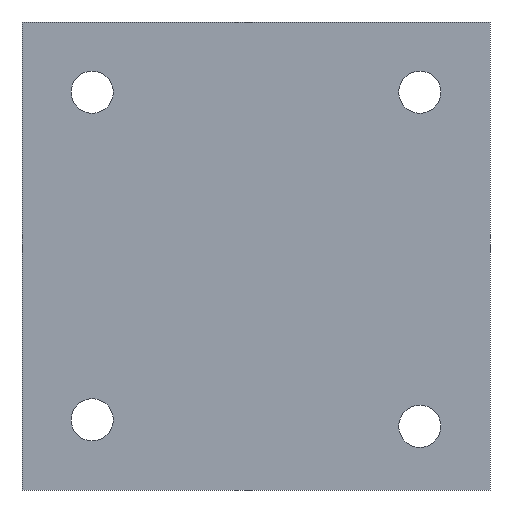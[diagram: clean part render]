
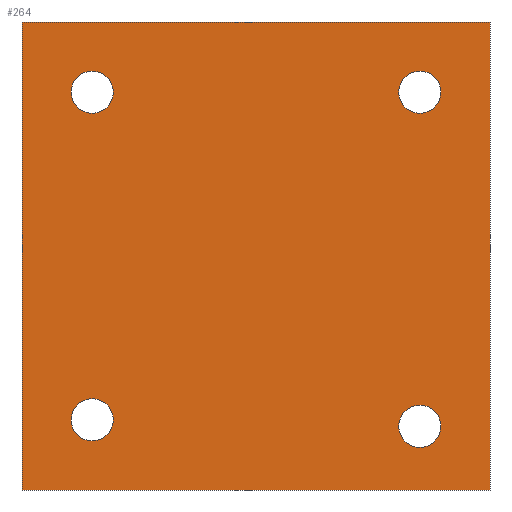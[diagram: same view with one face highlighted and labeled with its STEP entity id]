
A CAD part, front view. The second image highlights one B-rep face of the part: STEP entity #264.
In plain terms, the highlighted planar face has unit normal (0, -1, 0).
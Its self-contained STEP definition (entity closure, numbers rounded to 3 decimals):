
#1 = VERTEX_POINT ( 'NONE', #454 ) ;
#2 = CIRCLE ( 'NONE', #278, 4.5 ) ;
#8 = DIRECTION ( 'NONE',  ( 0., 1., 0. ) ) ;
#24 = DIRECTION ( 'NONE',  ( 0., 1., 0. ) ) ;
#26 = AXIS2_PLACEMENT_3D ( 'NONE', #531, #235, #524 ) ;
#30 = VECTOR ( 'NONE', #476, 1000. ) ;
#32 = CARTESIAN_POINT ( 'NONE',  ( -50., -3., -50. ) ) ;
#44 = AXIS2_PLACEMENT_3D ( 'NONE', #269, #430, #227 ) ;
#46 = EDGE_LOOP ( 'NONE', ( #427, #180 ) ) ;
#53 = VERTEX_POINT ( 'NONE', #177 ) ;
#68 = DIRECTION ( 'NONE',  ( 0., 0., 1. ) ) ;
#70 = VECTOR ( 'NONE', #450, 1000. ) ;
#74 = FACE_BOUND ( 'NONE', #395, .T. ) ;
#78 = EDGE_CURVE ( 'NONE', #1, #205, #500, .T. ) ;
#81 = PLANE ( 'NONE',  #26 ) ;
#84 = DIRECTION ( 'NONE',  ( 0., 0., 1. ) ) ;
#90 = EDGE_CURVE ( 'NONE', #53, #128, #185, .T. ) ;
#98 = CARTESIAN_POINT ( 'NONE',  ( 35., -3., 35. ) ) ;
#110 = AXIS2_PLACEMENT_3D ( 'NONE', #347, #24, #515 ) ;
#113 = EDGE_CURVE ( 'NONE', #213, #317, #153, .T. ) ;
#115 = CIRCLE ( 'NONE', #403, 4.5 ) ;
#118 = EDGE_LOOP ( 'NONE', ( #203, #391 ) ) ;
#119 = CARTESIAN_POINT ( 'NONE',  ( -35., -3., -30.5 ) ) ;
#122 = EDGE_CURVE ( 'NONE', #317, #213, #127, .T. ) ;
#126 = CARTESIAN_POINT ( 'NONE',  ( -50., -3., -50. ) ) ;
#127 = CIRCLE ( 'NONE', #518, 4.5 ) ;
#128 = VERTEX_POINT ( 'NONE', #462 ) ;
#147 = DIRECTION ( 'NONE',  ( 0., 1., 0. ) ) ;
#152 = EDGE_CURVE ( 'NONE', #381, #225, #352, .T. ) ;
#153 = CIRCLE ( 'NONE', #110, 4.5 ) ;
#154 = CARTESIAN_POINT ( 'NONE',  ( -50., -3., 50. ) ) ;
#157 = ORIENTED_EDGE ( 'NONE', *, *, #160, .T. ) ;
#158 = CARTESIAN_POINT ( 'NONE',  ( 35., -3., -31.883 ) ) ;
#160 = EDGE_CURVE ( 'NONE', #354, #331, #452, .T. ) ;
#167 = CARTESIAN_POINT ( 'NONE',  ( -50., -3., -50. ) ) ;
#169 = ORIENTED_EDGE ( 'NONE', *, *, #122, .T. ) ;
#177 = CARTESIAN_POINT ( 'NONE',  ( 35., -3., 39.5 ) ) ;
#178 = AXIS2_PLACEMENT_3D ( 'NONE', #308, #147, #469 ) ;
#179 = ORIENTED_EDGE ( 'NONE', *, *, #113, .T. ) ;
#180 = ORIENTED_EDGE ( 'NONE', *, *, #90, .T. ) ;
#185 = CIRCLE ( 'NONE', #408, 4.5 ) ;
#191 = CIRCLE ( 'NONE', #44, 4.5 ) ;
#197 = FACE_BOUND ( 'NONE', #443, .T. ) ;
#198 = ORIENTED_EDGE ( 'NONE', *, *, #282, .F. ) ;
#201 = LINE ( 'NONE', #32, #327 ) ;
#203 = ORIENTED_EDGE ( 'NONE', *, *, #233, .T. ) ;
#205 = VERTEX_POINT ( 'NONE', #263 ) ;
#207 = AXIS2_PLACEMENT_3D ( 'NONE', #385, #514, #221 ) ;
#209 = DIRECTION ( 'NONE',  ( 0., 0., 1. ) ) ;
#211 = EDGE_CURVE ( 'NONE', #331, #354, #2, .T. ) ;
#213 = VERTEX_POINT ( 'NONE', #513 ) ;
#215 = CARTESIAN_POINT ( 'NONE',  ( 35., -3., 35. ) ) ;
#218 = DIRECTION ( 'NONE',  ( 0., 0., 1. ) ) ;
#221 = DIRECTION ( 'NONE',  ( 0., 0., 1. ) ) ;
#225 = VERTEX_POINT ( 'NONE', #387 ) ;
#227 = DIRECTION ( 'NONE',  ( 0., 0., 1. ) ) ;
#233 = EDGE_CURVE ( 'NONE', #225, #381, #191, .T. ) ;
#235 = DIRECTION ( 'NONE',  ( 0., 1., 0. ) ) ;
#240 = VERTEX_POINT ( 'NONE', #154 ) ;
#242 = FACE_BOUND ( 'NONE', #46, .T. ) ;
#251 = DIRECTION ( 'NONE',  ( 0., 0., -1. ) ) ;
#253 = ORIENTED_EDGE ( 'NONE', *, *, #336, .F. ) ;
#254 = LINE ( 'NONE', #167, #70 ) ;
#263 = CARTESIAN_POINT ( 'NONE',  ( 50., -3., -50. ) ) ;
#264 = ADVANCED_FACE ( 'NONE', ( #519, #197, #362, #242, #74 ), #81, .F. ) ;
#269 = CARTESIAN_POINT ( 'NONE',  ( -35., -3., 35. ) ) ;
#276 = LINE ( 'NONE', #397, #30 ) ;
#278 = AXIS2_PLACEMENT_3D ( 'NONE', #434, #423, #68 ) ;
#282 = EDGE_CURVE ( 'NONE', #363, #240, #201, .T. ) ;
#285 = ORIENTED_EDGE ( 'NONE', *, *, #78, .F. ) ;
#302 = VECTOR ( 'NONE', #251, 1000. ) ;
#308 = CARTESIAN_POINT ( 'NONE',  ( -35., -3., 35. ) ) ;
#309 = CARTESIAN_POINT ( 'NONE',  ( -35., -3., -35. ) ) ;
#317 = VERTEX_POINT ( 'NONE', #119 ) ;
#327 = VECTOR ( 'NONE', #84, 1000. ) ;
#331 = VERTEX_POINT ( 'NONE', #488 ) ;
#336 = EDGE_CURVE ( 'NONE', #240, #1, #276, .T. ) ;
#339 = DIRECTION ( 'NONE',  ( 0., 1., 0. ) ) ;
#347 = CARTESIAN_POINT ( 'NONE',  ( -35., -3., -35. ) ) ;
#352 = CIRCLE ( 'NONE', #178, 4.5 ) ;
#354 = VERTEX_POINT ( 'NONE', #158 ) ;
#362 = FACE_BOUND ( 'NONE', #118, .T. ) ;
#363 = VERTEX_POINT ( 'NONE', #126 ) ;
#381 = VERTEX_POINT ( 'NONE', #522 ) ;
#385 = CARTESIAN_POINT ( 'NONE',  ( 35., -3., -36.383 ) ) ;
#387 = CARTESIAN_POINT ( 'NONE',  ( -35., -3., 30.5 ) ) ;
#391 = ORIENTED_EDGE ( 'NONE', *, *, #152, .T. ) ;
#395 = EDGE_LOOP ( 'NONE', ( #493, #157 ) ) ;
#397 = CARTESIAN_POINT ( 'NONE',  ( -50., -3., 50. ) ) ;
#403 = AXIS2_PLACEMENT_3D ( 'NONE', #98, #8, #209 ) ;
#408 = AXIS2_PLACEMENT_3D ( 'NONE', #215, #339, #503 ) ;
#423 = DIRECTION ( 'NONE',  ( 0., 1., 0. ) ) ;
#427 = ORIENTED_EDGE ( 'NONE', *, *, #428, .T. ) ;
#428 = EDGE_CURVE ( 'NONE', #128, #53, #115, .T. ) ;
#430 = DIRECTION ( 'NONE',  ( 0., 1., 0. ) ) ;
#434 = CARTESIAN_POINT ( 'NONE',  ( 35., -3., -36.383 ) ) ;
#443 = EDGE_LOOP ( 'NONE', ( #179, #169 ) ) ;
#444 = EDGE_CURVE ( 'NONE', #205, #363, #254, .T. ) ;
#450 = DIRECTION ( 'NONE',  ( -1., 0., 0. ) ) ;
#452 = CIRCLE ( 'NONE', #207, 4.5 ) ;
#454 = CARTESIAN_POINT ( 'NONE',  ( 50., -3., 50. ) ) ;
#456 = CARTESIAN_POINT ( 'NONE',  ( 50., -3., -50. ) ) ;
#461 = DIRECTION ( 'NONE',  ( 0., 1., 0. ) ) ;
#462 = CARTESIAN_POINT ( 'NONE',  ( 35., -3., 30.5 ) ) ;
#469 = DIRECTION ( 'NONE',  ( 0., 0., 1. ) ) ;
#476 = DIRECTION ( 'NONE',  ( 1., 0., 0. ) ) ;
#487 = ORIENTED_EDGE ( 'NONE', *, *, #444, .F. ) ;
#488 = CARTESIAN_POINT ( 'NONE',  ( 35., -3., -40.883 ) ) ;
#493 = ORIENTED_EDGE ( 'NONE', *, *, #211, .T. ) ;
#500 = LINE ( 'NONE', #456, #302 ) ;
#503 = DIRECTION ( 'NONE',  ( 0., 0., 1. ) ) ;
#513 = CARTESIAN_POINT ( 'NONE',  ( -35., -3., -39.5 ) ) ;
#514 = DIRECTION ( 'NONE',  ( 0., 1., 0. ) ) ;
#515 = DIRECTION ( 'NONE',  ( 0., 0., 1. ) ) ;
#518 = AXIS2_PLACEMENT_3D ( 'NONE', #309, #461, #218 ) ;
#519 = FACE_OUTER_BOUND ( 'NONE', #520, .T. ) ;
#520 = EDGE_LOOP ( 'NONE', ( #285, #253, #198, #487 ) ) ;
#522 = CARTESIAN_POINT ( 'NONE',  ( -35., -3., 39.5 ) ) ;
#524 = DIRECTION ( 'NONE',  ( 0., 0., 1. ) ) ;
#531 = CARTESIAN_POINT ( 'NONE',  ( 0., -3., 0. ) ) ;
